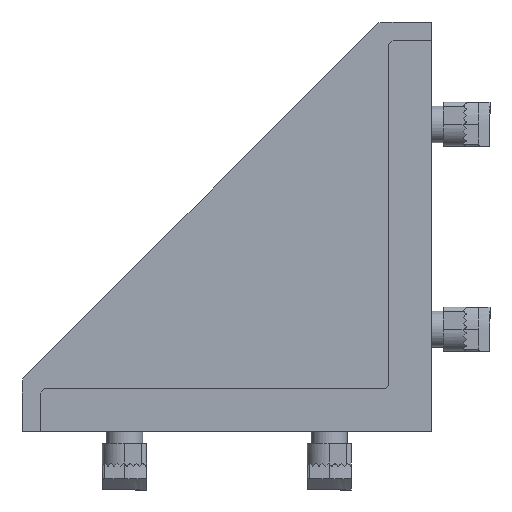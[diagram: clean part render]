
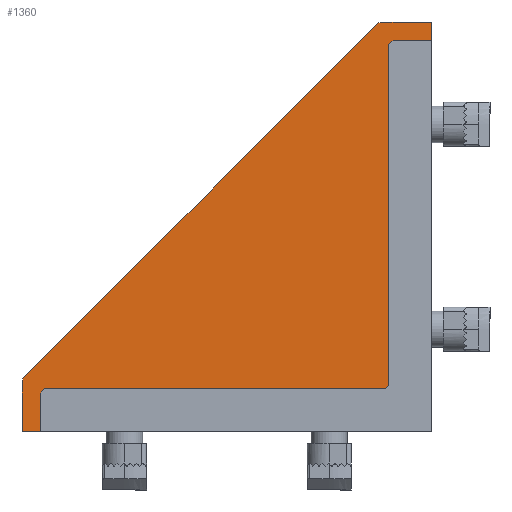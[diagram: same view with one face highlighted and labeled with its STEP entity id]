
A CAD part, left-side view. The second image highlights one B-rep face of the part: STEP entity #1360.
In plain terms, the highlighted face is planar.
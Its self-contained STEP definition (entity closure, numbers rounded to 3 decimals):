
#1360=ADVANCED_FACE('',(#1524),#1525,.T.);
#1524=FACE_OUTER_BOUND('',#1851,.T.);
#1525=PLANE('',#1852);
#1851=EDGE_LOOP('',(#2240,#2241,#2242,#2243,#2244,#2245,#2246,#2247,#2248,#2249,#2250,#2251,#2252,#2253));
#1852=AXIS2_PLACEMENT_3D('',#2254,#2255,#2256);
#2240=ORIENTED_EDGE('',*,*,#3509,.F.);
#2241=ORIENTED_EDGE('',*,*,#3511,.T.);
#2242=ORIENTED_EDGE('',*,*,#3503,.F.);
#2243=ORIENTED_EDGE('',*,*,#3513,.T.);
#2244=ORIENTED_EDGE('',*,*,#3522,.F.);
#2245=ORIENTED_EDGE('',*,*,#3523,.F.);
#2246=ORIENTED_EDGE('',*,*,#3524,.F.);
#2247=ORIENTED_EDGE('',*,*,#3525,.F.);
#2248=ORIENTED_EDGE('',*,*,#3526,.F.);
#2249=ORIENTED_EDGE('',*,*,#3501,.F.);
#2250=ORIENTED_EDGE('',*,*,#3527,.F.);
#2251=ORIENTED_EDGE('',*,*,#3528,.F.);
#2252=ORIENTED_EDGE('',*,*,#3529,.F.);
#2253=ORIENTED_EDGE('',*,*,#3530,.F.);
#2254=CARTESIAN_POINT('',(0.0,0.0,-21.5));
#2255=DIRECTION('',(0.0,0.0,-1.0));
#2256=DIRECTION('',(-1.0,0.0,0.0));
#3501=EDGE_CURVE('',#3930,#3932,#3933,.T.);
#3503=EDGE_CURVE('',#3935,#3936,#3937,.T.);
#3509=EDGE_CURVE('',#3946,#3948,#3949,.T.);
#3511=EDGE_CURVE('',#3946,#3936,#3951,.T.);
#3513=EDGE_CURVE('',#3935,#3953,#3954,.T.);
#3522=EDGE_CURVE('',#3969,#3953,#3970,.T.);
#3523=EDGE_CURVE('',#3971,#3969,#3972,.T.);
#3524=EDGE_CURVE('',#3973,#3971,#3974,.T.);
#3525=EDGE_CURVE('',#3975,#3973,#3976,.T.);
#3526=EDGE_CURVE('',#3932,#3975,#3977,.T.);
#3527=EDGE_CURVE('',#3978,#3930,#3979,.T.);
#3528=EDGE_CURVE('',#3980,#3978,#3981,.T.);
#3529=EDGE_CURVE('',#3982,#3980,#3983,.T.);
#3530=EDGE_CURVE('',#3948,#3982,#3984,.T.);
#3930=VERTEX_POINT('',#4644);
#3932=VERTEX_POINT('',#4647);
#3933=CIRCLE('',#4648,1.0);
#3935=VERTEX_POINT('',#4651);
#3936=VERTEX_POINT('',#4652);
#3937=LINE('',#4653,#4654);
#3946=VERTEX_POINT('',#4667);
#3948=VERTEX_POINT('',#4670);
#3949=LINE('',#4671,#4672);
#3951=CIRCLE('',#4675,2.0);
#3953=VERTEX_POINT('',#4677);
#3954=CIRCLE('',#4678,2.0);
#3969=VERTEX_POINT('',#4700);
#3970=LINE('',#4701,#4702);
#3971=VERTEX_POINT('',#4703);
#3972=LINE('',#4704,#4705);
#3973=VERTEX_POINT('',#4706);
#3974=LINE('',#4707,#4708);
#3975=VERTEX_POINT('',#4709);
#3976=LINE('',#4710,#4711);
#3977=LINE('',#4712,#4713);
#3978=VERTEX_POINT('',#4714);
#3979=LINE('',#4715,#4716);
#3980=VERTEX_POINT('',#4717);
#3981=LINE('',#4718,#4719);
#3982=VERTEX_POINT('',#4720);
#3983=LINE('',#4721,#4722);
#3984=LINE('',#4723,#4724);
#4644=CARTESIAN_POINT('',(9.5,10.5,-21.5));
#4647=CARTESIAN_POINT('',(10.5,9.5,-21.5));
#4648=AXIS2_PLACEMENT_3D('',#5763,#5764,#5765);
#4651=CARTESIAN_POINT('',(89.414,12.157,-21.5));
#4652=CARTESIAN_POINT('',(12.157,89.414,-21.5));
#4653=CARTESIAN_POINT('',(90.0,11.571,-21.5));
#4654=VECTOR('',#5767,1.0);
#4667=CARTESIAN_POINT('',(10.743,90.0,-21.5));
#4670=CARTESIAN_POINT('',(0.0,90.0,-21.5));
#4671=CARTESIAN_POINT('',(0.0,90.0,-21.5));
#4672=VECTOR('',#5773,1.0);
#4675=AXIS2_PLACEMENT_3D('',#5775,#5776,#5777);
#4677=CARTESIAN_POINT('',(90.0,10.743,-21.5));
#4678=AXIS2_PLACEMENT_3D('',#5781,#5782,#5783);
#4700=CARTESIAN_POINT('',(90.0,0.,-21.5));
#4701=CARTESIAN_POINT('',(90.0,0.,-21.5));
#4702=VECTOR('',#5794,1.0);
#4703=CARTESIAN_POINT('',(86.0,0.,-21.5));
#4704=CARTESIAN_POINT('',(86.0,0.,-21.5));
#4705=VECTOR('',#5795,1.0);
#4706=CARTESIAN_POINT('',(86.0,8.5,-21.5));
#4707=CARTESIAN_POINT('',(86.0,8.5,-21.5));
#4708=VECTOR('',#5796,1.0);
#4709=CARTESIAN_POINT('',(85.0,9.5,-21.5));
#4710=CARTESIAN_POINT('',(8.5,86.0,-21.5));
#4711=VECTOR('',#5797,1.0);
#4712=CARTESIAN_POINT('',(47.75,9.5,-21.5));
#4713=VECTOR('',#5798,1.0);
#4714=CARTESIAN_POINT('',(9.5,85.0,-21.5));
#4715=CARTESIAN_POINT('',(9.5,47.75,-21.5));
#4716=VECTOR('',#5799,1.0);
#4717=CARTESIAN_POINT('',(8.5,86.0,-21.5));
#4718=CARTESIAN_POINT('',(8.5,86.0,-21.5));
#4719=VECTOR('',#5800,1.0);
#4720=CARTESIAN_POINT('',(0.0,86.0,-21.5));
#4721=CARTESIAN_POINT('',(0.0,86.0,-21.5));
#4722=VECTOR('',#5801,1.0);
#4723=CARTESIAN_POINT('',(0.0,86.0,-21.5));
#4724=VECTOR('',#5802,1.0);
#5763=CARTESIAN_POINT('',(10.5,10.5,-21.5));
#5764=DIRECTION('',(0.0,0.0,1.0));
#5765=DIRECTION('',(1.0,0.0,0.0));
#5767=DIRECTION('',(-0.707,0.707,0.0));
#5773=DIRECTION('',(-1.0,0.0,0.0));
#5775=CARTESIAN_POINT('',(10.743,88.0,-21.5));
#5776=DIRECTION('',(0.0,0.0,-1.0));
#5777=DIRECTION('',(-1.0,0.0,0.0));
#5781=CARTESIAN_POINT('',(88.0,10.743,-21.5));
#5782=DIRECTION('',(0.0,0.0,-1.0));
#5783=DIRECTION('',(-1.0,0.0,0.0));
#5794=DIRECTION('',(0.0,1.0,0.0));
#5795=DIRECTION('',(1.0,0.0,0.0));
#5796=DIRECTION('',(0.0,-1.0,0.0));
#5797=DIRECTION('',(0.707,-0.707,0.0));
#5798=DIRECTION('',(1.0,0.,0.0));
#5799=DIRECTION('',(0.,-1.0,0.0));
#5800=DIRECTION('',(0.707,-0.707,0.0));
#5801=DIRECTION('',(1.0,0.0,0.0));
#5802=DIRECTION('',(0.0,-1.0,0.0));
